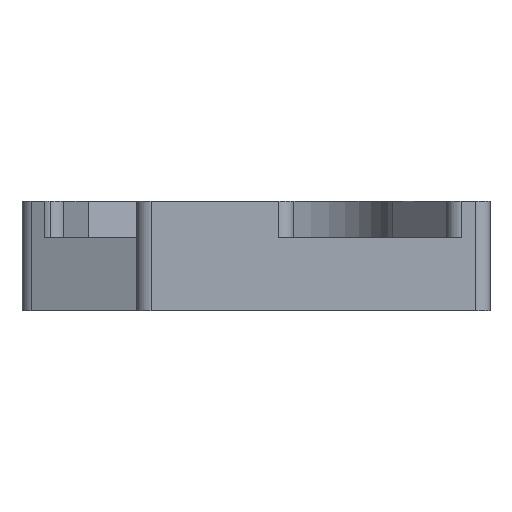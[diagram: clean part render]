
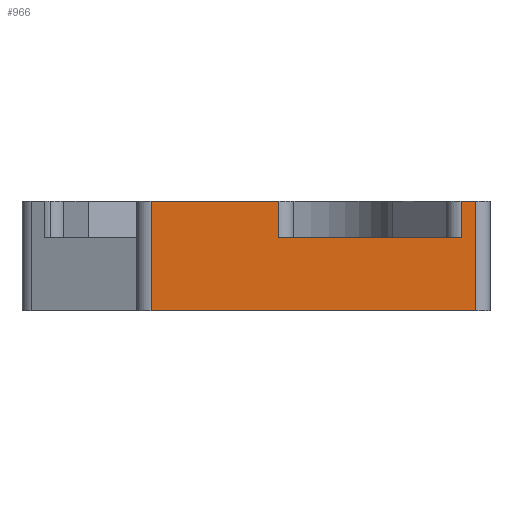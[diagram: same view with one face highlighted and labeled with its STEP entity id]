
A CAD part, left-side view. The second image highlights one B-rep face of the part: STEP entity #966.
In plain terms, the highlighted planar face has unit normal (-1, 0, 0).
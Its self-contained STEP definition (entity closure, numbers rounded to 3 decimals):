
#5 = CARTESIAN_POINT ( 'NONE',  ( -39.542, 2.457, 10. ) ) ;
#58 = VECTOR ( 'NONE', #1261, 1000. ) ;
#76 = AXIS2_PLACEMENT_3D ( 'NONE', #1155, #1026, #1279 ) ;
#82 = CARTESIAN_POINT ( 'NONE',  ( -39.542, 0., 0. ) ) ;
#109 = EDGE_CURVE ( 'NONE', #125, #1186, #1433, .T. ) ;
#125 = VERTEX_POINT ( 'NONE', #5 ) ;
#155 = CARTESIAN_POINT ( 'NONE',  ( -39.542, 19.883, 0. ) ) ;
#204 = LINE ( 'NONE', #727, #58 ) ;
#279 = VECTOR ( 'NONE', #1070, 1000. ) ;
#350 = VECTOR ( 'NONE', #1344, 1000. ) ;
#370 = FACE_OUTER_BOUND ( 'NONE', #642, .T. ) ;
#374 = LINE ( 'NONE', #877, #890 ) ;
#412 = VECTOR ( 'NONE', #969, 1000. ) ;
#442 = CARTESIAN_POINT ( 'NONE',  ( -39.542, -22.387, 10. ) ) ;
#456 = VERTEX_POINT ( 'NONE', #613 ) ;
#457 = EDGE_CURVE ( 'NONE', #1649, #932, #1546, .T. ) ;
#498 = PLANE ( 'NONE',  #76 ) ;
#508 = DIRECTION ( 'NONE',  ( 0., 0., 1. ) ) ;
#524 = CARTESIAN_POINT ( 'NONE',  ( -39.542, -24.334, 10. ) ) ;
#542 = CARTESIAN_POINT ( 'NONE',  ( -39.542, 2.457, 10. ) ) ;
#588 = LINE ( 'NONE', #442, #412 ) ;
#610 = CARTESIAN_POINT ( 'NONE',  ( -39.542, -22.387, 15. ) ) ;
#613 = CARTESIAN_POINT ( 'NONE',  ( -39.542, 19.883, 15. ) ) ;
#642 = EDGE_LOOP ( 'NONE', ( #886, #1258, #941, #1012, #1651, #1150, #1545, #950 ) ) ;
#646 = VECTOR ( 'NONE', #508, 1000. ) ;
#663 = EDGE_CURVE ( 'NONE', #125, #780, #1203, .T. ) ;
#727 = CARTESIAN_POINT ( 'NONE',  ( -39.542, 0., 15. ) ) ;
#780 = VERTEX_POINT ( 'NONE', #1267 ) ;
#805 = EDGE_CURVE ( 'NONE', #918, #1186, #588, .T. ) ;
#823 = DIRECTION ( 'NONE',  ( 0., -1., 0. ) ) ;
#877 = CARTESIAN_POINT ( 'NONE',  ( -39.542, 19.883, 0. ) ) ;
#886 = ORIENTED_EDGE ( 'NONE', *, *, #457, .T. ) ;
#890 = VECTOR ( 'NONE', #1548, 1000. ) ;
#918 = VERTEX_POINT ( 'NONE', #610 ) ;
#932 = VERTEX_POINT ( 'NONE', #1008 ) ;
#941 = ORIENTED_EDGE ( 'NONE', *, *, #1395, .F. ) ;
#950 = ORIENTED_EDGE ( 'NONE', *, *, #1444, .T. ) ;
#966 = ADVANCED_FACE ( 'NONE', ( #370 ), #498, .F. ) ;
#969 = DIRECTION ( 'NONE',  ( 0., 0., -1. ) ) ;
#987 = EDGE_CURVE ( 'NONE', #932, #1348, #1586, .T. ) ;
#1008 = CARTESIAN_POINT ( 'NONE',  ( -39.542, -24.334, 0. ) ) ;
#1012 = ORIENTED_EDGE ( 'NONE', *, *, #805, .T. ) ;
#1026 = DIRECTION ( 'NONE',  ( 1., 0., 0. ) ) ;
#1070 = DIRECTION ( 'NONE',  ( 0., 0., 1. ) ) ;
#1085 = VECTOR ( 'NONE', #823, 1000. ) ;
#1150 = ORIENTED_EDGE ( 'NONE', *, *, #663, .T. ) ;
#1155 = CARTESIAN_POINT ( 'NONE',  ( -39.542, 0., 10. ) ) ;
#1156 = EDGE_CURVE ( 'NONE', #456, #780, #1479, .T. ) ;
#1186 = VERTEX_POINT ( 'NONE', #1487 ) ;
#1191 = CARTESIAN_POINT ( 'NONE',  ( -39.542, 0., 15. ) ) ;
#1203 = LINE ( 'NONE', #542, #279 ) ;
#1258 = ORIENTED_EDGE ( 'NONE', *, *, #987, .T. ) ;
#1261 = DIRECTION ( 'NONE',  ( 0., -1., 0. ) ) ;
#1267 = CARTESIAN_POINT ( 'NONE',  ( -39.542, 2.457, 15. ) ) ;
#1279 = DIRECTION ( 'NONE',  ( 0., 1., 0. ) ) ;
#1282 = DIRECTION ( 'NONE',  ( 0., -1., 0. ) ) ;
#1300 = CARTESIAN_POINT ( 'NONE',  ( -39.542, 0., 10. ) ) ;
#1344 = DIRECTION ( 'NONE',  ( 0., -1., 0. ) ) ;
#1348 = VERTEX_POINT ( 'NONE', #1523 ) ;
#1395 = EDGE_CURVE ( 'NONE', #918, #1348, #204, .T. ) ;
#1431 = VECTOR ( 'NONE', #1282, 1000. ) ;
#1433 = LINE ( 'NONE', #1300, #1085 ) ;
#1444 = EDGE_CURVE ( 'NONE', #456, #1649, #374, .T. ) ;
#1479 = LINE ( 'NONE', #1191, #350 ) ;
#1487 = CARTESIAN_POINT ( 'NONE',  ( -39.542, -22.387, 10. ) ) ;
#1523 = CARTESIAN_POINT ( 'NONE',  ( -39.542, -24.334, 15. ) ) ;
#1545 = ORIENTED_EDGE ( 'NONE', *, *, #1156, .F. ) ;
#1546 = LINE ( 'NONE', #82, #1431 ) ;
#1548 = DIRECTION ( 'NONE',  ( 0., 0., -1. ) ) ;
#1586 = LINE ( 'NONE', #524, #646 ) ;
#1649 = VERTEX_POINT ( 'NONE', #155 ) ;
#1651 = ORIENTED_EDGE ( 'NONE', *, *, #109, .F. ) ;
